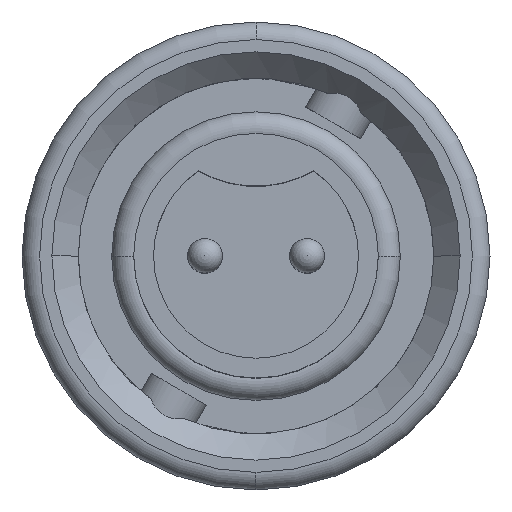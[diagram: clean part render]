
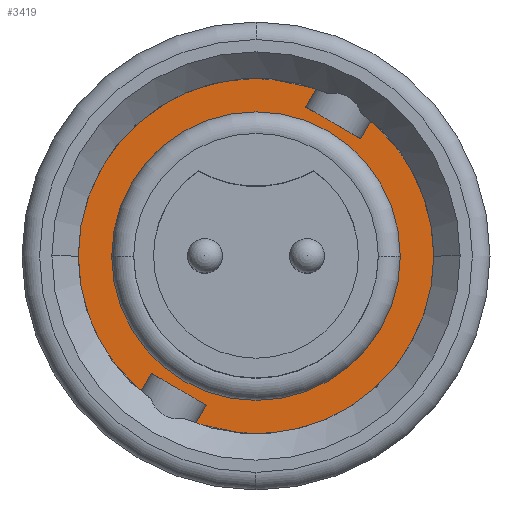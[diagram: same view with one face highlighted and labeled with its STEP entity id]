
A CAD part, top view. The second image highlights one B-rep face of the part: STEP entity #3419.
In plain terms, the highlighted planar face has unit normal (0, 0, 1).
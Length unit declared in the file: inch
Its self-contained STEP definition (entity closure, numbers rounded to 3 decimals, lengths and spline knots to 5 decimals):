
#35 = CIRCLE ( 'NONE', #322, 0.202 ) ;
#46 = CARTESIAN_POINT ( 'NONE',  ( -0.05671, -0.16943, 0.615 ) ) ;
#52 = EDGE_CURVE ( 'NONE', #2204, #3306, #1282, .T. ) ;
#322 = AXIS2_PLACEMENT_3D ( 'NONE', #4571, #1496, #5079 ) ;
#582 = VERTEX_POINT ( 'NONE', #629 ) ;
#629 = CARTESIAN_POINT ( 'NONE',  ( -0.11898, -0.13328, 0.615 ) ) ;
#638 = ORIENTED_EDGE ( 'NONE', *, *, #1508, .T. ) ;
#653 = ORIENTED_EDGE ( 'NONE', *, *, #6578, .T. ) ;
#686 = CARTESIAN_POINT ( 'NONE',  ( 0.164, 0., 0.615 ) ) ;
#715 = CARTESIAN_POINT ( 'NONE',  ( -0.13819, -0.16639, 0.615 ) ) ;
#852 = CARTESIAN_POINT ( 'NONE',  ( 0.06864, 0.18998, 0.615 ) ) ;
#855 = AXIS2_PLACEMENT_3D ( 'NONE', #1611, #5197, #2127 ) ;
#926 = VECTOR ( 'NONE', #2187, 39.37008 ) ;
#1066 = CARTESIAN_POINT ( 'NONE',  ( 0.202, 0., 0.615 ) ) ;
#1129 = VECTOR ( 'NONE', #2442, 39.37008 ) ;
#1143 = ORIENTED_EDGE ( 'NONE', *, *, #2689, .T. ) ;
#1164 = DIRECTION ( 'NONE',  ( 0., 0., 1. ) ) ;
#1213 = EDGE_LOOP ( 'NONE', ( #4725, #2215, #4457, #3696, #5430, #6273, #653, #638, #5716 ) ) ;
#1282 = LINE ( 'NONE', #46, #1129 ) ;
#1296 = CARTESIAN_POINT ( 'NONE',  ( 0.11898, 0.13328, 0.615 ) ) ;
#1496 = DIRECTION ( 'NONE',  ( 0., 0., 1. ) ) ;
#1502 = FACE_OUTER_BOUND ( 'NONE', #1213, .T. ) ;
#1508 = EDGE_CURVE ( 'NONE', #3154, #2605, #2975, .T. ) ;
#1543 = CARTESIAN_POINT ( 'NONE',  ( 0.13091, 0.15384, 0.615 ) ) ;
#1586 = VERTEX_POINT ( 'NONE', #686 ) ;
#1602 = DIRECTION ( 'NONE',  ( 0., 0., 1. ) ) ;
#1611 = CARTESIAN_POINT ( 'NONE',  ( 0., 0., 0.615 ) ) ;
#1752 = LINE ( 'NONE', #715, #3128 ) ;
#1829 = LINE ( 'NONE', #2233, #3202 ) ;
#2025 = EDGE_CURVE ( 'NONE', #1586, #6663, #6165, .T. ) ;
#2127 = DIRECTION ( 'NONE',  ( -1., 0., 0. ) ) ;
#2144 = EDGE_CURVE ( 'NONE', #2198, #582, #1752, .T. ) ;
#2187 = DIRECTION ( 'NONE',  ( 0.502, 0.865, 0. ) ) ;
#2198 = VERTEX_POINT ( 'NONE', #2318 ) ;
#2204 = VERTEX_POINT ( 'NONE', #4397 ) ;
#2215 = ORIENTED_EDGE ( 'NONE', *, *, #4641, .T. ) ;
#2233 = CARTESIAN_POINT ( 'NONE',  ( 0.13091, 0.15384, 0.615 ) ) ;
#2281 = AXIS2_PLACEMENT_3D ( 'NONE', #2686, #6253, #3200 ) ;
#2302 = LINE ( 'NONE', #3204, #926 ) ;
#2318 = CARTESIAN_POINT ( 'NONE',  ( -0.13091, -0.15384, 0.615 ) ) ;
#2377 = CARTESIAN_POINT ( 'NONE',  ( 0., 0., 0.615 ) ) ;
#2399 = DIRECTION ( 'NONE',  ( 0., 0., 1. ) ) ;
#2442 = DIRECTION ( 'NONE',  ( -0.502, -0.865, 0. ) ) ;
#2499 = EDGE_CURVE ( 'NONE', #5400, #6012, #3206, .T. ) ;
#2548 = AXIS2_PLACEMENT_3D ( 'NONE', #4234, #1164, #4747 ) ;
#2550 = CARTESIAN_POINT ( 'NONE',  ( 0.05671, 0.16943, 0.615 ) ) ;
#2605 = VERTEX_POINT ( 'NONE', #1543 ) ;
#2686 = CARTESIAN_POINT ( 'NONE',  ( 0., 0., 0.615 ) ) ;
#2689 = EDGE_CURVE ( 'NONE', #6663, #1586, #4401, .T. ) ;
#2779 = AXIS2_PLACEMENT_3D ( 'NONE', #4669, #1602, #5185 ) ;
#2975 = CIRCLE ( 'NONE', #2548, 0.202 ) ;
#3034 = LINE ( 'NONE', #3504, #5582 ) ;
#3128 = VECTOR ( 'NONE', #4304, 39.37008 ) ;
#3154 = VERTEX_POINT ( 'NONE', #1066 ) ;
#3200 = DIRECTION ( 'NONE',  ( -1., 0., 0. ) ) ;
#3202 = VECTOR ( 'NONE', #6329, 39.37008 ) ;
#3204 = CARTESIAN_POINT ( 'NONE',  ( 0.05671, 0.16943, 0.615 ) ) ;
#3206 = LINE ( 'NONE', #1296, #3358 ) ;
#3239 = EDGE_CURVE ( 'NONE', #2605, #5400, #1829, .T. ) ;
#3306 = VERTEX_POINT ( 'NONE', #3792 ) ;
#3358 = VECTOR ( 'NONE', #5337, 39.37008 ) ;
#3419 = ADVANCED_FACE ( 'NONE', ( #1502, #4230 ), #4434, .T. ) ;
#3432 = VERTEX_POINT ( 'NONE', #852 ) ;
#3504 = CARTESIAN_POINT ( 'NONE',  ( -0.11898, -0.13328, 0.615 ) ) ;
#3519 = DIRECTION ( 'NONE',  ( 0.865, -0.502, 0. ) ) ;
#3612 = EDGE_CURVE ( 'NONE', #3432, #2198, #4789, .T. ) ;
#3644 = CARTESIAN_POINT ( 'NONE',  ( -0.164, 0., 0.615 ) ) ;
#3696 = ORIENTED_EDGE ( 'NONE', *, *, #2144, .T. ) ;
#3792 = CARTESIAN_POINT ( 'NONE',  ( -0.06864, -0.18998, 0.615 ) ) ;
#3903 = CARTESIAN_POINT ( 'NONE',  ( 0.11898, 0.13328, 0.615 ) ) ;
#3934 = ORIENTED_EDGE ( 'NONE', *, *, #2025, .T. ) ;
#4096 = EDGE_CURVE ( 'NONE', #582, #2204, #3034, .T. ) ;
#4230 = FACE_BOUND ( 'NONE', #4522, .T. ) ;
#4234 = CARTESIAN_POINT ( 'NONE',  ( 0., 0., 0.615 ) ) ;
#4304 = DIRECTION ( 'NONE',  ( 0.502, 0.865, 0. ) ) ;
#4397 = CARTESIAN_POINT ( 'NONE',  ( -0.05671, -0.16943, 0.615 ) ) ;
#4401 = CIRCLE ( 'NONE', #855, 0.164 ) ;
#4434 = PLANE ( 'NONE',  #4612 ) ;
#4457 = ORIENTED_EDGE ( 'NONE', *, *, #3612, .T. ) ;
#4522 = EDGE_LOOP ( 'NONE', ( #1143, #3934 ) ) ;
#4571 = CARTESIAN_POINT ( 'NONE',  ( 0., 0., 0.615 ) ) ;
#4612 = AXIS2_PLACEMENT_3D ( 'NONE', #2377, #2399, #5964 ) ;
#4641 = EDGE_CURVE ( 'NONE', #6012, #3432, #2302, .T. ) ;
#4669 = CARTESIAN_POINT ( 'NONE',  ( 0., 0., 0.615 ) ) ;
#4725 = ORIENTED_EDGE ( 'NONE', *, *, #2499, .T. ) ;
#4747 = DIRECTION ( 'NONE',  ( 1., 0., 0. ) ) ;
#4789 = CIRCLE ( 'NONE', #2779, 0.202 ) ;
#5079 = DIRECTION ( 'NONE',  ( 1., 0., 0. ) ) ;
#5185 = DIRECTION ( 'NONE',  ( 1., 0., 0. ) ) ;
#5197 = DIRECTION ( 'NONE',  ( 0., 0., -1. ) ) ;
#5337 = DIRECTION ( 'NONE',  ( -0.865, 0.502, 0. ) ) ;
#5400 = VERTEX_POINT ( 'NONE', #3903 ) ;
#5430 = ORIENTED_EDGE ( 'NONE', *, *, #4096, .T. ) ;
#5582 = VECTOR ( 'NONE', #3519, 39.37008 ) ;
#5716 = ORIENTED_EDGE ( 'NONE', *, *, #3239, .T. ) ;
#5964 = DIRECTION ( 'NONE',  ( 1., 0., 0. ) ) ;
#6012 = VERTEX_POINT ( 'NONE', #2550 ) ;
#6165 = CIRCLE ( 'NONE', #2281, 0.164 ) ;
#6253 = DIRECTION ( 'NONE',  ( 0., 0., -1. ) ) ;
#6273 = ORIENTED_EDGE ( 'NONE', *, *, #52, .T. ) ;
#6329 = DIRECTION ( 'NONE',  ( -0.502, -0.865, 0. ) ) ;
#6578 = EDGE_CURVE ( 'NONE', #3306, #3154, #35, .T. ) ;
#6663 = VERTEX_POINT ( 'NONE', #3644 ) ;
